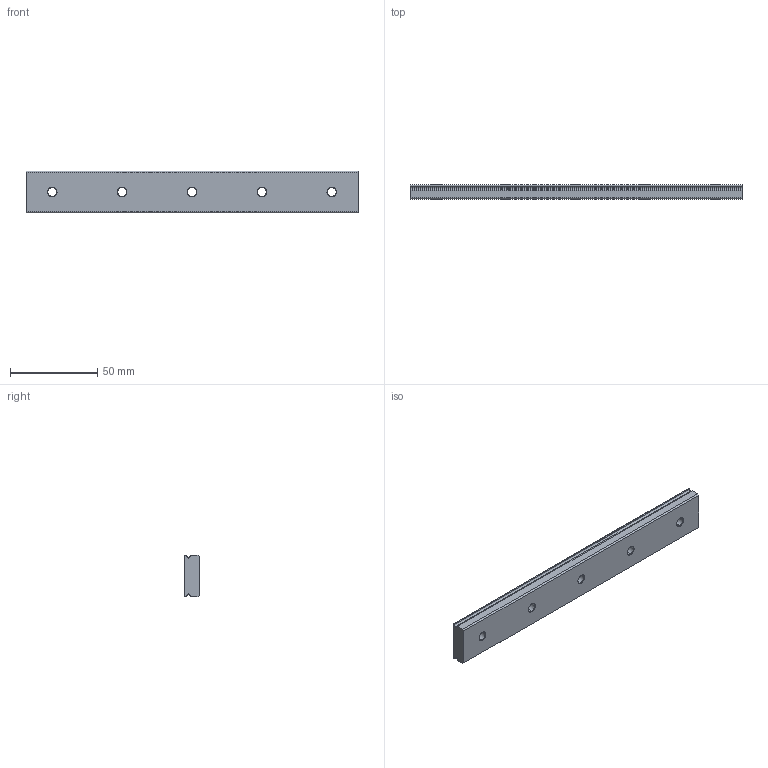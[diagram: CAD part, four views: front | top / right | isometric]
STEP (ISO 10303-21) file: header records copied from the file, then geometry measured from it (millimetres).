
FILE_DESCRIPTION (( 'STEP AP203' ), '1' );
FILE_NAME ('12WN-rail-U.STEP', '2013-07-16T06:26:28', ( 'CMU02' ), ( '' ), 'SwSTEP 2.0', 'SolidWorks 2010', '' );
FILE_SCHEMA (( 'CONFIG_CONTROL_DESIGN' ));
Length unit declared in the file: millimetre
Products named in the file (1): 12WN-rail-U
Bounding box: 190 x 8.5 x 24 mm (x, y, z)
Volume: 36717.9 mm3; surface area: 13766.6 mm2
Topology: 1 solids, 1 shells, 49 faces, 121 edges, 74 vertices
Faces by surface type: cone 20, cylinder 19, plane 10
Entity records: 1550 total; most frequent: DIRECTION 279, CARTESIAN_POINT 245, ORIENTED_EDGE 242, EDGE_CURVE 121, AXIS2_PLACEMENT_3D 108, VERTEX_POINT 74, LINE 63, VECTOR 63
